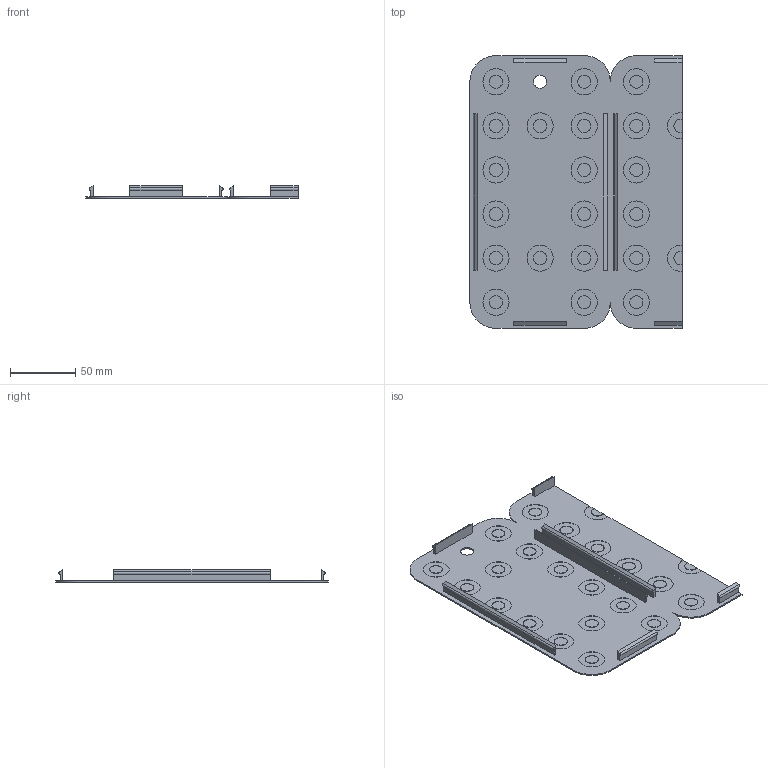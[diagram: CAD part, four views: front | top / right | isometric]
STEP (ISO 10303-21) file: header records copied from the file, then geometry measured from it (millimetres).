
FILE_DESCRIPTION(/* description */ (''),/* implementation_level */ '2;1');
FILE_NAME(/* name */ 'Back Panel Left.step',/* time_stamp */ '2025-08-21T19:57:21-07:00',/* author */ (''),/* organization */ (''),/* preprocessor_version */ 'ST-DEVELOPER v20.1',/* originating_system */ 'Autodesk Translation Framework v14.10.0.0',/* authorisation */ '');
FILE_SCHEMA (('AUTOMOTIVE_DESIGN { 1 0 10303 214 3 1 1 }'));
Length unit declared in the file: millimetre
Products named in the file (1): Back1
Bounding box: 162.5 x 208.75 x 9.5 mm (x, y, z)
Volume: 40321.3 mm3; surface area: 76460.6 mm2
Topology: 1 solids, 1 shells, 143 faces, 288 edges, 192 vertices
Faces by surface type: plane 85, cylinder 58
Full cylindrical faces by diameter (mm): 10 x21, 20 x20
Entity records: 3795 total; most frequent: DIRECTION 692, CARTESIAN_POINT 624, ORIENTED_EDGE 576, EDGE_CURVE 288, AXIS2_PLACEMENT_3D 260, VERTEX_POINT 192, EDGE_LOOP 190, LINE 172
